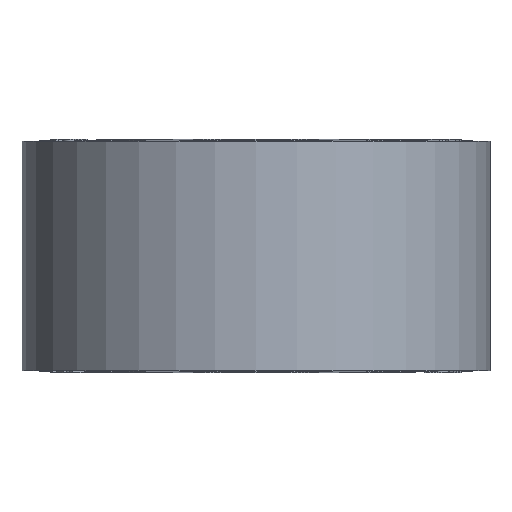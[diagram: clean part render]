
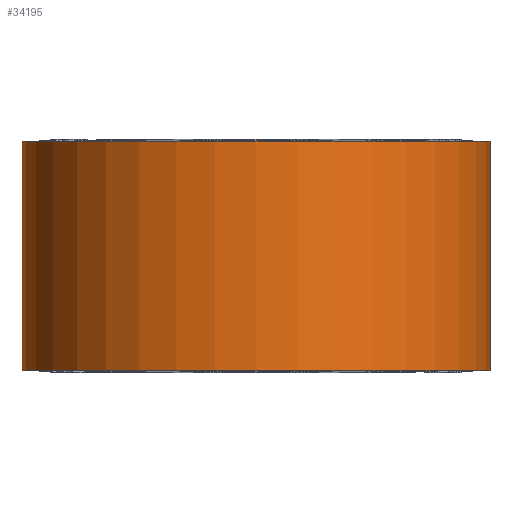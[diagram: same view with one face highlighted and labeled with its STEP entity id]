
A CAD part, front view. The second image highlights one B-rep face of the part: STEP entity #34195.
In plain terms, the highlighted cylindrical face has radius 25.4 mm (diameter 50.8 mm), a partial arc.
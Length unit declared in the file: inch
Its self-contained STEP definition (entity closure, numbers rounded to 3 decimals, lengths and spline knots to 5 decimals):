
#513 = CARTESIAN_POINT ( 'NONE',  ( 0., 0., -0.49018 ) ) ;
#1264 = ORIENTED_EDGE ( 'NONE', *, *, #41063, .F. ) ;
#1781 = FACE_OUTER_BOUND ( 'NONE', #2048, .T. ) ;
#1912 = CARTESIAN_POINT ( 'NONE',  ( 0., 0., 0.49018 ) ) ;
#2048 = EDGE_LOOP ( 'NONE', ( #1264, #20641, #28742, #13994 ) ) ;
#2407 = VERTEX_POINT ( 'NONE', #7824 ) ;
#7012 = VERTEX_POINT ( 'NONE', #12753 ) ;
#7824 = CARTESIAN_POINT ( 'NONE',  ( 1., 0., -0.49018 ) ) ;
#8660 = CARTESIAN_POINT ( 'NONE',  ( 1., 0., 0.49018 ) ) ;
#9165 = DIRECTION ( 'NONE',  ( 1., 0., 0. ) ) ;
#12753 = CARTESIAN_POINT ( 'NONE',  ( -1., 0., 0.49018 ) ) ;
#12828 = CARTESIAN_POINT ( 'NONE',  ( 1., 0., 0.5 ) ) ;
#13878 = DIRECTION ( 'NONE',  ( 0., 0., -1. ) ) ;
#13994 = ORIENTED_EDGE ( 'NONE', *, *, #19935, .F. ) ;
#15154 = DIRECTION ( 'NONE',  ( 0., 0., -1. ) ) ;
#15519 = DIRECTION ( 'NONE',  ( 0., 0., 1. ) ) ;
#15862 = CIRCLE ( 'NONE', #40364, 1. ) ;
#16991 = LINE ( 'NONE', #12828, #37328 ) ;
#18578 = AXIS2_PLACEMENT_3D ( 'NONE', #513, #13878, #36895 ) ;
#19935 = EDGE_CURVE ( 'NONE', #2407, #36853, #26321, .T. ) ;
#20641 = ORIENTED_EDGE ( 'NONE', *, *, #27219, .F. ) ;
#22020 = CARTESIAN_POINT ( 'NONE',  ( -1., 0., -0.49018 ) ) ;
#23140 = AXIS2_PLACEMENT_3D ( 'NONE', #35082, #15154, #31575 ) ;
#25286 = VERTEX_POINT ( 'NONE', #8660 ) ;
#26321 = CIRCLE ( 'NONE', #18578, 1. ) ;
#27219 = EDGE_CURVE ( 'NONE', #7012, #25286, #15862, .T. ) ;
#28303 = CYLINDRICAL_SURFACE ( 'NONE', #23140, 1. ) ;
#28739 = LINE ( 'NONE', #32462, #36478 ) ;
#28742 = ORIENTED_EDGE ( 'NONE', *, *, #35191, .T. ) ;
#31575 = DIRECTION ( 'NONE',  ( -1., 0., 0. ) ) ;
#32462 = CARTESIAN_POINT ( 'NONE',  ( -1., 0., 0.5 ) ) ;
#34195 = ADVANCED_FACE ( 'NONE', ( #1781 ), #28303, .T. ) ;
#35082 = CARTESIAN_POINT ( 'NONE',  ( 0., 0., 0.5 ) ) ;
#35191 = EDGE_CURVE ( 'NONE', #7012, #36853, #28739, .T. ) ;
#35320 = DIRECTION ( 'NONE',  ( 0., 0., -1. ) ) ;
#36478 = VECTOR ( 'NONE', #35320, 39.37008 ) ;
#36853 = VERTEX_POINT ( 'NONE', #22020 ) ;
#36895 = DIRECTION ( 'NONE',  ( -1., 0., 0. ) ) ;
#37328 = VECTOR ( 'NONE', #43075, 39.37008 ) ;
#40364 = AXIS2_PLACEMENT_3D ( 'NONE', #1912, #15519, #9165 ) ;
#41063 = EDGE_CURVE ( 'NONE', #25286, #2407, #16991, .T. ) ;
#43075 = DIRECTION ( 'NONE',  ( 0., 0., -1. ) ) ;
